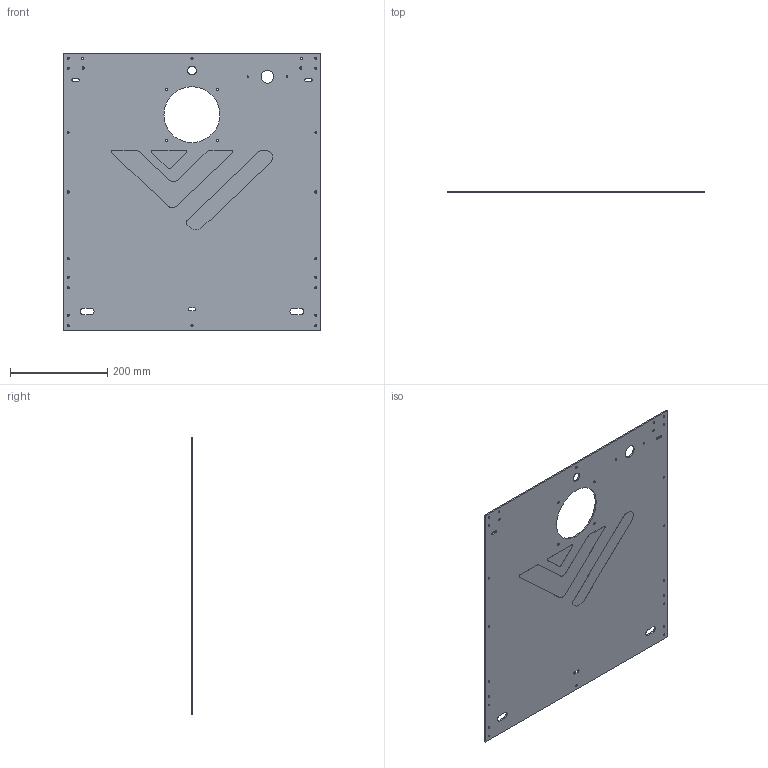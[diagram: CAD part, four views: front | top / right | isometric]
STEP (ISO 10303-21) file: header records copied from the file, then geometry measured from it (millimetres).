
FILE_DESCRIPTION(/* description */ (''),/* implementation_level */ '2;1');
FILE_NAME(/* name */ 'Rear panel for CPAP.step',/* time_stamp */ '2023-01-03T21:12:59-05:00',/* author */ (''),/* organization */ (''),/* preprocessor_version */ 'ST-DEVELOPER v19.2',/* originating_system */ 'Autodesk Translation Framework v11.17.0.187',/* authorisation */ '');
FILE_SCHEMA (('AUTOMOTIVE_DESIGN { 1 0 10303 214 3 1 1 }'));
Length unit declared in the file: millimetre
Products named in the file (1): Rear panel
Bounding box: 530 x 3 x 570 mm (x, y, z)
Volume: 862809.8 mm3; surface area: 589559.7 mm2
Topology: 1 solids, 1 shells, 88 faces, 249 edges, 166 vertices
Faces by surface type: cylinder 56, plane 32
Full cylindrical faces by diameter (mm): 3.3 x2, 4.3 x22, 4.5 x4, 4.8 x2, 18 x1, 26 x1, 115 x1
Entity records: 3100 total; most frequent: DIRECTION 539, CARTESIAN_POINT 504, ORIENTED_EDGE 498, EDGE_CURVE 249, AXIS2_PLACEMENT_3D 201, EDGE_LOOP 167, VERTEX_POINT 166, LINE 137
